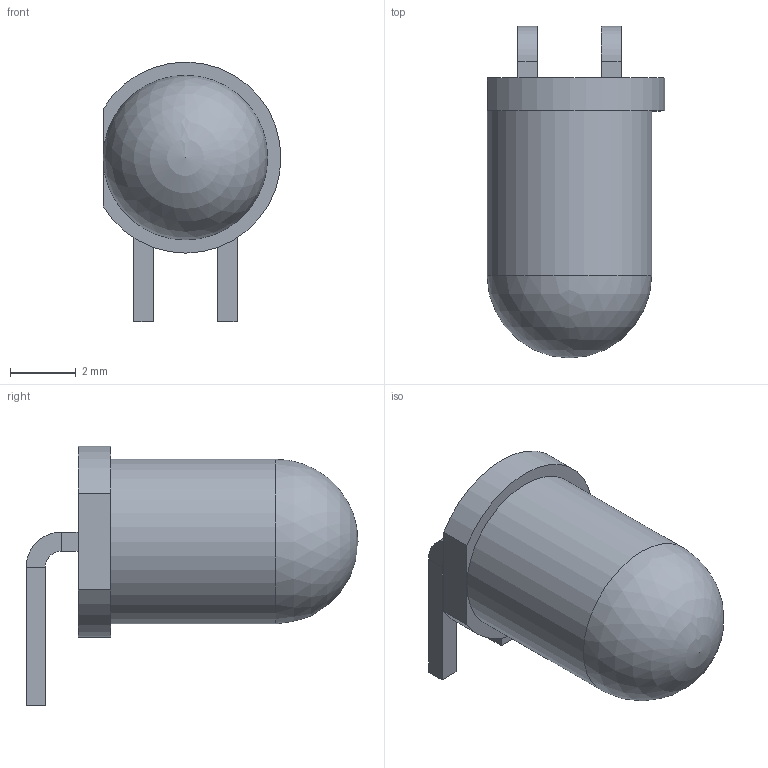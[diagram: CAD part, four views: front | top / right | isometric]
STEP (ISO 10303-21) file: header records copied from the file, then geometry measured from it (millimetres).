
FILE_DESCRIPTION(('FreeCAD Model'),'2;1');
FILE_NAME('Open CASCADE Shape Model','2021-08-20T23:43:02',( 'Anool Mahidharia'),('WyoLum'),'Open CASCADE STEP processor 7.4', 'FreeCAD','Unknown');
FILE_SCHEMA(('CONFIG_CONTROL_DESIGN','SHAPE_APPEARANCE_LAYER_MIM'));
Length unit declared in the file: millimetre
Products named in the file (6): Led5mm_left; Body; Body001; Body002; Body003; Body004
Assembly tree (5 placements, depth 2):
  Led5mm_left
    Body
    Body001
    Body002
    Body003
    Body004
Bounding box: 5.4 x 10.08 x 7.89 mm (x, y, z)
Volume: 165.4 mm3; surface area: 226.7 mm2
Topology: 5 solids, 5 shells, 66 faces, 148 edges, 91 vertices
Faces by surface type: plane 47, cylinder 15, cone 3, sphere 1
Full cylindrical faces by diameter (mm): 1 x1, 5 x1
Entity records: 2059 total; most frequent: DIRECTION 330, CARTESIAN_POINT 310, ORIENTED_EDGE 294, EDGE_CURVE 147, AXIS2_PLACEMENT_3D 111, LINE 108, VECTOR 108, VERTEX_POINT 91
